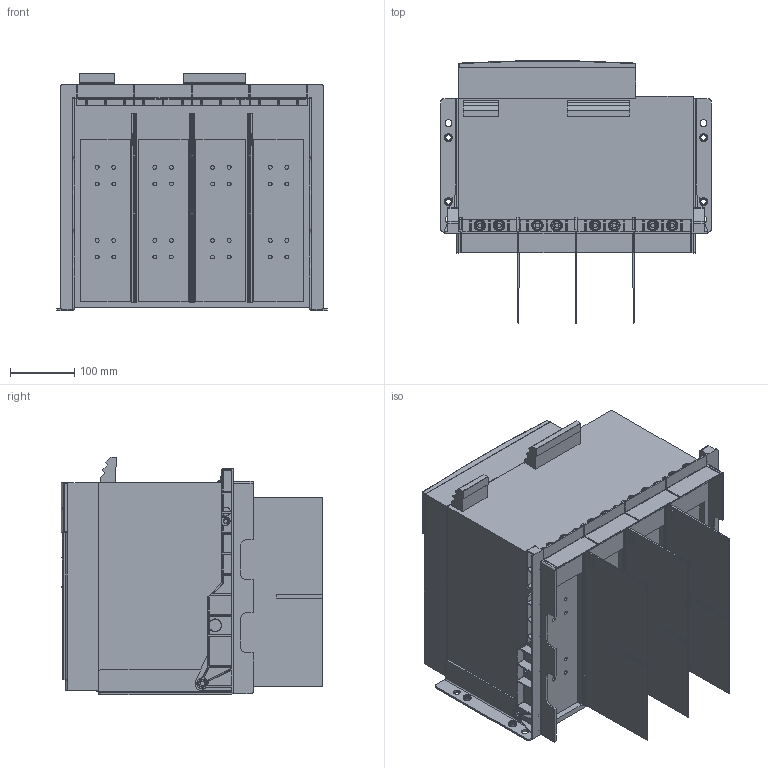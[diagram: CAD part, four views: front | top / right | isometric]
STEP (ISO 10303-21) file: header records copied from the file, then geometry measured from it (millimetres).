
FILE_DESCRIPTION((''),'2;1');
FILE_NAME('1SDH001336R0302_E2-2-E9_F_IV_PR_ASM','2021-12-14T08:33:57',('ITFUFAL'),(''),'CREO PARAMETRIC BY PTC INC, 2019030','CREO PARAMETRIC BY PTC INC, 2019030','');
FILE_SCHEMA(('AUTOMOTIVE_DESIGN { 1 0 10303 214 1 1 1 1 }'));
Length unit declared in the file: millimetre
Products named in the file (22): RX0153007_1PA_001_00_PARTE_N1_I; RA4229001_1PA_001_00_LEVA_DI_CA; RX0153500_1PD_001_00_GRUP-10829; RX0153500_1PD_001_00_GRUP-11885; RX0153500_1PD_001_00_GRUP-12280; RX0153500_1PD_001_00_GRUP-12675; RX0153601_1PA_001_00_SIMU-13445; RX0153601_1PA_001_00_SIMU-14160; RA4201001_1PA_001_10_PULSANTE_C; RA4222001_1PA_001_11_SEGNALATOR; RA4200001_1PA_001_01_PULSANTE_A; RA4219001_1PA_001_05_SEGNALATOR; RA4339002_1PA_001_06_SUPPORTO_S; RA4339001_1PA_001_09_SUPPORTO_D; COVER_SEMPLIFICATA_E2_2_FISSO; 1SDH001336R0123_1PA_001_00_E2_2_ASM; RB6398001_1PA_001_02_SEPARATORE; RC1635001_PROTEZIONE; RC1636001_PROTEZIONE; RC1634001_PROTEZIONE; 1SDH001336R0302_E2-2-E9_F_IV__1_ASM; 1SDH001336R0302_E2-2-E9_F_IV_PR_ASM
Assembly tree (26 placements, depth 4):
  1SDH001336R0302_E2-2-E9_F_IV_PR_ASM
    1SDH001336R0302_E2-2-E9_F_IV__1_ASM
      1SDH001336R0123_1PA_001_00_E2_2_ASM
        RX0153007_1PA_001_00_PARTE_N1_I
        RA4229001_1PA_001_00_LEVA_DI_CA
        RX0153500_1PD_001_00_GRUP-10829
        RX0153500_1PD_001_00_GRUP-11885
        RX0153500_1PD_001_00_GRUP-12280
        RX0153500_1PD_001_00_GRUP-12675
        RX0153601_1PA_001_00_SIMU-13445
        RX0153601_1PA_001_00_SIMU-14160
        RA4201001_1PA_001_10_PULSANTE_C
        RA4222001_1PA_001_11_SEGNALATOR
        RA4200001_1PA_001_01_PULSANTE_A
        RA4219001_1PA_001_05_SEGNALATOR
        RA4339002_1PA_001_06_SUPPORTO_S
        RA4339001_1PA_001_09_SUPPORTO_D
        COVER_SEMPLIFICATA_E2_2_FISSO
      RB6398001_1PA_001_02_SEPARATORE  x3
      RC1635001_PROTEZIONE
      RC1636001_PROTEZIONE
      RC1634001_PROTEZIONE  x4
Bounding box: 422 x 408.56 x 371 mm (x, y, z)
Volume: 26027264.2 mm3; surface area: 1502344 mm2
Topology: 24 solids, 24 shells, 2225 faces, 5766 edges, 3482 vertices
Faces by surface type: cylinder 891, plane 837, torus 186, sphere 168, bspline 77, cone 64, extrusion 2
Entity records: 65421 total; most frequent: CARTESIAN_POINT 14188, DIRECTION 8802, ORIENTED_EDGE 7552, EDGE_CURVE 3776, AXIS2_PLACEMENT_3D 3296, VERTEX_POINT 2351, VECTOR 2146, LINE 2144
